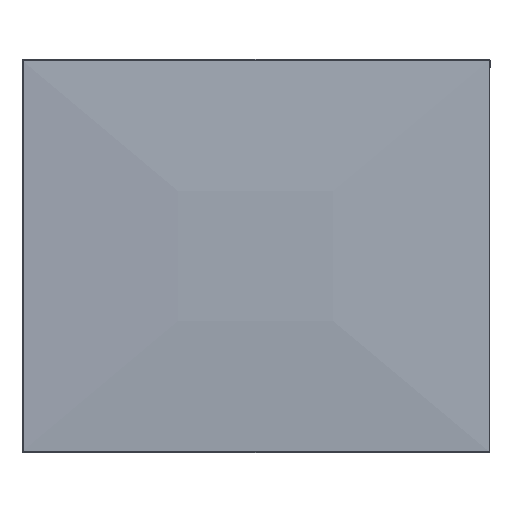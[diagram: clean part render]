
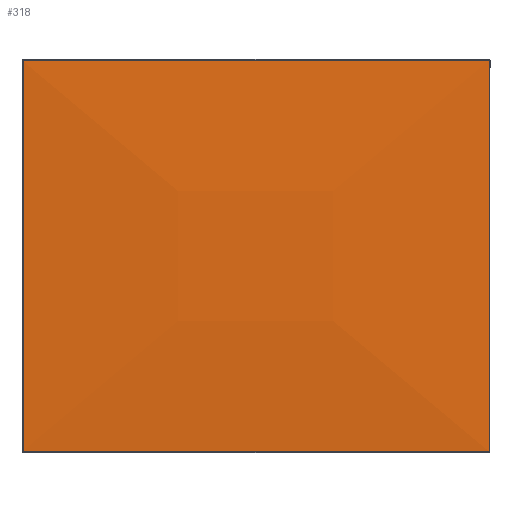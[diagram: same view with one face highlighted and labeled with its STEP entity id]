
A CAD part, left-side view. The second image highlights one B-rep face of the part: STEP entity #318.
In plain terms, the highlighted free-form (B-spline) face has degree [3, 3] with [4, 4] control points.
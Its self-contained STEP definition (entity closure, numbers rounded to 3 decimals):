
#56 = CARTESIAN_POINT ( 'NONE',  ( -1.6, 1.25, 2.095 ) ) ;
#78 = ORIENTED_EDGE ( 'NONE', *, *, #295, .F. ) ;
#112 = CARTESIAN_POINT ( 'NONE',  ( -1.6, -1.245, 0.702 ) ) ;
#121 = CARTESIAN_POINT ( 'NONE',  ( -1.671, -0.417, 1.4 ) ) ;
#132 = CARTESIAN_POINT ( 'NONE',  ( -1.6, -1.25, 2.1 ) ) ;
#264 = CARTESIAN_POINT ( 'NONE',  ( -1.671, 0.417, 1.4 ) ) ;
#270 = CARTESIAN_POINT ( 'NONE',  ( -1.6, 1.25, 2.095 ) ) ;
#272 = CARTESIAN_POINT ( 'NONE',  ( -1.6, -1.245, 1.398 ) ) ;
#295 = EDGE_CURVE ( 'NONE', #1154, #1786, #1615, .T. ) ;
#318 = ADVANCED_FACE ( 'NONE', ( #1777 ), #1473, .F. ) ;
#397 = CARTESIAN_POINT ( 'NONE',  ( -1.6, -1.25, 0. ) ) ;
#527 = DIRECTION ( 'NONE',  ( 0., 0., 1. ) ) ;
#529 = CARTESIAN_POINT ( 'NONE',  ( -1.6, 0.417, 0. ) ) ;
#539 = CARTESIAN_POINT ( 'NONE',  ( -1.6, 0.417, 2.1 ) ) ;
#568 = ORIENTED_EDGE ( 'NONE', *, *, #1069, .F. ) ;
#578 = B_SPLINE_CURVE_WITH_KNOTS ( 'NONE', 3,
 ( #1041, #1627, #1456, #631 ),
 .UNSPECIFIED., .F., .F.,
 ( 4, 4 ),
 ( 0., 1. ),
 .UNSPECIFIED. ) ;
#612 = VERTEX_POINT ( 'NONE', #1416 ) ;
#631 = CARTESIAN_POINT ( 'NONE',  ( -1.6, 1.25, 0.005 ) ) ;
#656 = CARTESIAN_POINT ( 'NONE',  ( -1.6, -1.245, 0.005 ) ) ;
#664 = CARTESIAN_POINT ( 'NONE',  ( -1.6, 1.25, 0. ) ) ;
#676 = CARTESIAN_POINT ( 'NONE',  ( -1.6, 1.25, 2.1 ) ) ;
#738 = VECTOR ( 'NONE', #527, 1000. ) ;
#802 = CARTESIAN_POINT ( 'NONE',  ( -1.601, 0.418, 2.095 ) ) ;
#812 = CARTESIAN_POINT ( 'NONE',  ( -1.6, 1.25, 0.7 ) ) ;
#822 = EDGE_LOOP ( 'NONE', ( #1763, #78, #1413, #568 ) ) ;
#831 = CARTESIAN_POINT ( 'NONE',  ( -1.6, -1.245, 0.005 ) ) ;
#919 = VERTEX_POINT ( 'NONE', #56 ) ;
#951 = CARTESIAN_POINT ( 'NONE',  ( -1.671, -0.417, 0.7 ) ) ;
#1041 = CARTESIAN_POINT ( 'NONE',  ( -1.6, -1.245, 0.005 ) ) ;
#1055 = EDGE_CURVE ( 'NONE', #919, #1154, #1076, .T. ) ;
#1069 = EDGE_CURVE ( 'NONE', #612, #919, #1508, .T. ) ;
#1076 =( BOUNDED_CURVE ( )  B_SPLINE_CURVE ( 3, ( #270, #802, #1385, #1818 ),
 .UNSPECIFIED., .F., .T. ) 
 B_SPLINE_CURVE_WITH_KNOTS ( ( 4, 4 ),
 ( 0., 1. ),
 .UNSPECIFIED. ) 
 CURVE ( )  GEOMETRIC_REPRESENTATION_ITEM ( )  RATIONAL_B_SPLINE_CURVE ( ( 1., 1., 1., 1. ) ) 
 REPRESENTATION_ITEM ( '' )  );
#1102 = CARTESIAN_POINT ( 'NONE',  ( -1.6, -0.417, 2.1 ) ) ;
#1154 = VERTEX_POINT ( 'NONE', #1802 ) ;
#1241 = CARTESIAN_POINT ( 'NONE',  ( -1.6, 1.25, 1.4 ) ) ;
#1375 = CARTESIAN_POINT ( 'NONE',  ( -1.6, 1.25, 1.05 ) ) ;
#1376 = EDGE_CURVE ( 'NONE', #1786, #612, #578, .T. ) ;
#1379 = CARTESIAN_POINT ( 'NONE',  ( -1.6, -1.25, 1.4 ) ) ;
#1385 = CARTESIAN_POINT ( 'NONE',  ( -1.601, -0.413, 2.096 ) ) ;
#1413 = ORIENTED_EDGE ( 'NONE', *, *, #1055, .F. ) ;
#1416 = CARTESIAN_POINT ( 'NONE',  ( -1.6, 1.25, 0.005 ) ) ;
#1456 = CARTESIAN_POINT ( 'NONE',  ( -1.601, 0.418, 0.005 ) ) ;
#1473 = B_SPLINE_SURFACE_WITH_KNOTS ( 'NONE', 3, 3, ( 
 ( #664, #529, #1655, #397 ),
 ( #812, #1662, #951, #1510 ),
 ( #1241, #264, #121, #1379 ),
 ( #676, #539, #1102, #132 ) ),
 .UNSPECIFIED., .F., .F., .F.,
 ( 4, 4 ),
 ( 4, 4 ),
 ( 0., 1. ),
 ( 0., 1. ),
 .UNSPECIFIED. ) ;
#1508 = LINE ( 'NONE', #1375, #738 ) ;
#1510 = CARTESIAN_POINT ( 'NONE',  ( -1.6, -1.25, 0.7 ) ) ;
#1519 = CARTESIAN_POINT ( 'NONE',  ( -1.6, -1.245, 2.095 ) ) ;
#1615 = B_SPLINE_CURVE_WITH_KNOTS ( 'NONE', 3,
 ( #1519, #272, #112, #656 ),
 .UNSPECIFIED., .F., .F.,
 ( 4, 4 ),
 ( 0., 1. ),
 .UNSPECIFIED. ) ;
#1627 = CARTESIAN_POINT ( 'NONE',  ( -1.601, -0.413, 0.004 ) ) ;
#1655 = CARTESIAN_POINT ( 'NONE',  ( -1.6, -0.417, 0. ) ) ;
#1662 = CARTESIAN_POINT ( 'NONE',  ( -1.671, 0.417, 0.7 ) ) ;
#1763 = ORIENTED_EDGE ( 'NONE', *, *, #1376, .F. ) ;
#1777 = FACE_OUTER_BOUND ( 'NONE', #822, .T. ) ;
#1786 = VERTEX_POINT ( 'NONE', #831 ) ;
#1802 = CARTESIAN_POINT ( 'NONE',  ( -1.6, -1.245, 2.095 ) ) ;
#1818 = CARTESIAN_POINT ( 'NONE',  ( -1.6, -1.245, 2.095 ) ) ;
